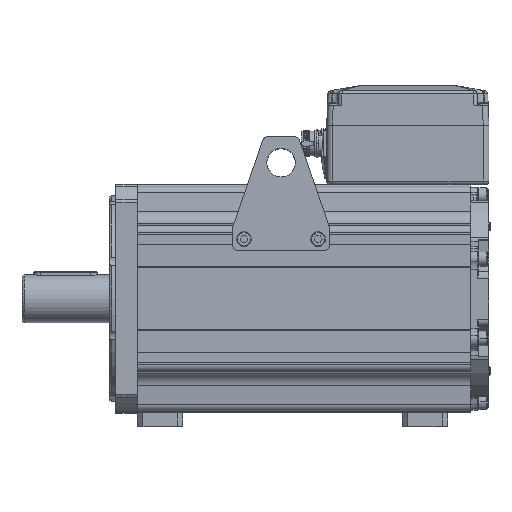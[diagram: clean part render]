
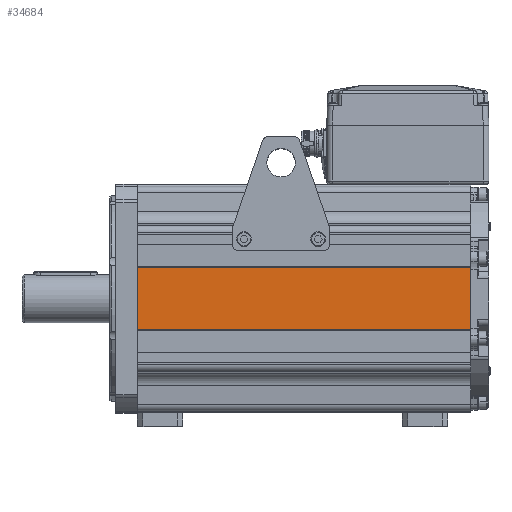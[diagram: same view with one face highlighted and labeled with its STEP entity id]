
A CAD part, top view. The second image highlights one B-rep face of the part: STEP entity #34684.
In plain terms, the highlighted planar face has unit normal (0, 0, 1).
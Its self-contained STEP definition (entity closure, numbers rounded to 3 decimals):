
#31631=DIRECTION('',(-1.,0.,0.));
#31632=VECTOR('',#31631,292.);
#31633=CARTESIAN_POINT('',(393.,27.,95.5));
#31634=LINE('',#31633,#31632);
#31639=DIRECTION('',(0.,1.,0.));
#31640=VECTOR('',#31639,54.);
#31641=CARTESIAN_POINT('',(101.,-27.,95.5));
#31642=LINE('',#31641,#31640);
#31643=DIRECTION('',(0.,-1.,0.));
#31644=VECTOR('',#31643,54.);
#31645=CARTESIAN_POINT('',(393.,27.,95.5));
#31646=LINE('',#31645,#31644);
#31647=DIRECTION('',(-1.,0.,0.));
#31648=VECTOR('',#31647,292.);
#31649=CARTESIAN_POINT('',(393.,-27.,95.5));
#31650=LINE('',#31649,#31648);
#31882=CARTESIAN_POINT('',(393.,-27.,95.5));
#31883=CARTESIAN_POINT('',(101.,-27.,95.5));
#31884=VERTEX_POINT('',#31882);
#31885=VERTEX_POINT('',#31883);
#32018=CARTESIAN_POINT('',(101.,27.,95.5));
#32019=VERTEX_POINT('',#32018);
#32020=CARTESIAN_POINT('',(393.,27.,95.5));
#32021=VERTEX_POINT('',#32020);
#34671=CARTESIAN_POINT('',(393.,-27.,95.5));
#34672=DIRECTION('',(0.,0.,1.));
#34673=DIRECTION('',(0.,1.,0.));
#34674=AXIS2_PLACEMENT_3D('',#34671,#34672,#34673);
#34675=PLANE('',#34674);
#34677=ORIENTED_EDGE('',*,*,#34676,.T.);
#34678=ORIENTED_EDGE('',*,*,#34664,.F.);
#34679=ORIENTED_EDGE('',*,*,#32543,.T.);
#34681=ORIENTED_EDGE('',*,*,#34680,.T.);
#34682=EDGE_LOOP('',(#34677,#34678,#34679,#34681));
#34683=FACE_OUTER_BOUND('',#34682,.F.);
#34684=ADVANCED_FACE('',(#34683),#34675,.T.);
#32543=EDGE_CURVE('',#32021,#31884,#31646,.T.);
#34664=EDGE_CURVE('',#32021,#32019,#31634,.T.);
#34676=EDGE_CURVE('',#31885,#32019,#31642,.T.);
#34680=EDGE_CURVE('',#31884,#31885,#31650,.T.);
